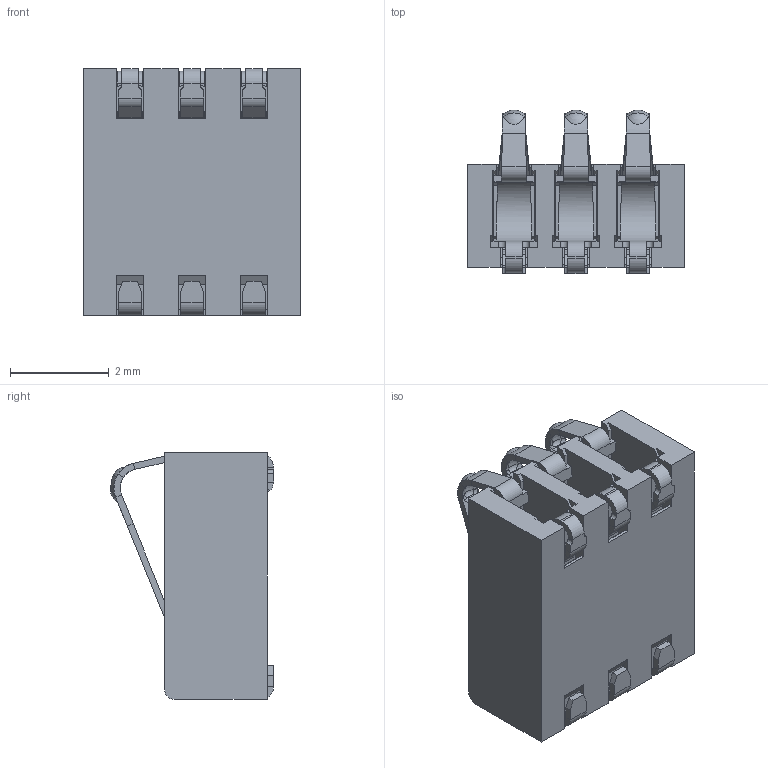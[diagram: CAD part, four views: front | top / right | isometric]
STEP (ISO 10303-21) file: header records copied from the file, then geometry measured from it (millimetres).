
FILE_DESCRIPTION((''),'2;1');
FILE_NAME('70ABJ-3-M0','2021-11-30T09:47:02',('RICKB'),('Bourns, Inc.'),'CREO PARAMETRIC BY PTC INC, 2018050','CREO PARAMETRIC BY PTC INC, 2018050','');
FILE_SCHEMA(('AUTOMOTIVE_DESIGN { 1 0 10303 214 1 1 1 1 }'));
Length unit declared in the file: inch
Products named in the file (1): 70ABJ-3-M0
Bounding box: 4.39 x 3.31 x 5 mm (x, y, z)
Volume: 29.3 mm3; surface area: 203.5 mm2
Topology: 1 solids, 1 shells, 643 faces, 1743 edges, 1048 vertices
Faces by surface type: plane 486, cylinder 85, bspline 54, torus 12, sphere 6
Entity records: 30192 total; most frequent: CARTESIAN_POINT 8368, ORIENTED_EDGE 3462, DIRECTION 3001, PRESENTATION_STYLE_ASSIGNMENT 1798, STYLED_ITEM 1732, CURVE_STYLE 1731, EDGE_CURVE 1731, VECTOR 1393
